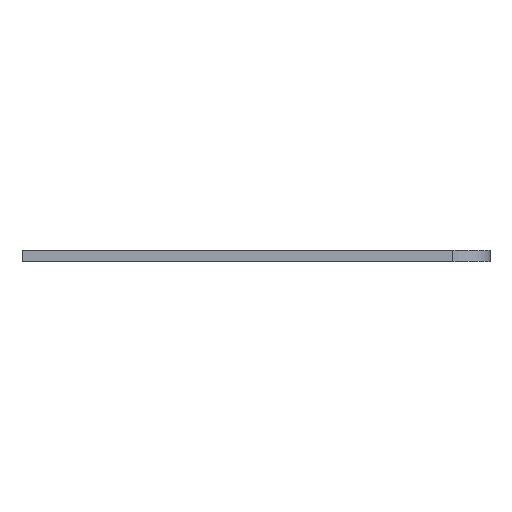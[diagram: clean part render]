
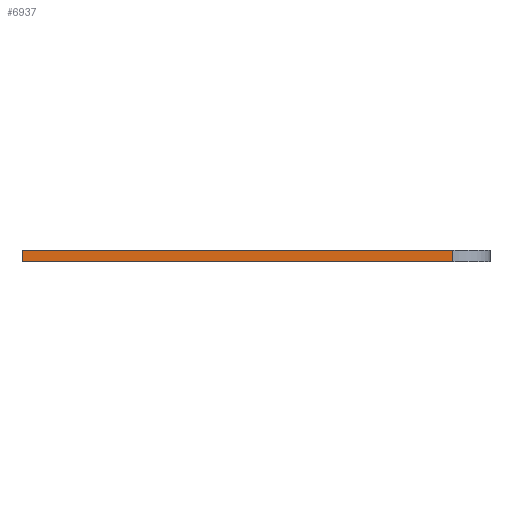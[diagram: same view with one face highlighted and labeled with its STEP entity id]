
A CAD part, front view. The second image highlights one B-rep face of the part: STEP entity #6937.
In plain terms, the highlighted planar face has unit normal (0, -1, 0).
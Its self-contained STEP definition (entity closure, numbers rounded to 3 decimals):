
#1030=FACE_OUTER_BOUND('',#1430,.T.);
#1430=EDGE_LOOP('',(#6395,#6396,#6397,#6398));
#1961=LINE('',#13195,#2573);
#1978=LINE('',#13276,#2590);
#1982=LINE('',#13286,#2594);
#2045=LINE('',#13452,#2657);
#2573=VECTOR('',#7961,10.);
#2590=VECTOR('',#8032,10.);
#2594=VECTOR('',#8042,10.);
#2657=VECTOR('',#8227,10.);
#3253=VERTEX_POINT('',#13177);
#3261=VERTEX_POINT('',#13193);
#3298=VERTEX_POINT('',#13275);
#3301=VERTEX_POINT('',#13285);
#4241=EDGE_CURVE('',#3261,#3253,#1961,.T.);
#4278=EDGE_CURVE('',#3253,#3298,#1978,.T.);
#4283=EDGE_CURVE('',#3298,#3301,#1982,.T.);
#4367=EDGE_CURVE('',#3301,#3261,#2045,.T.);
#6395=ORIENTED_EDGE('',*,*,#4278,.F.);
#6396=ORIENTED_EDGE('',*,*,#4241,.F.);
#6397=ORIENTED_EDGE('',*,*,#4367,.F.);
#6398=ORIENTED_EDGE('',*,*,#4283,.F.);
#6573=PLANE('',#7174);
#6937=ADVANCED_FACE('',(#1030),#6573,.T.);
#7174=AXIS2_PLACEMENT_3D('',#13451,#8225,#8226);
#7961=DIRECTION('',(1.,0.,0.));
#8032=DIRECTION('',(0.,0.,-1.));
#8042=DIRECTION('',(-1.,0.,0.));
#8225=DIRECTION('center_axis',(0.,-1.,0.));
#8226=DIRECTION('ref_axis',(1.,0.,0.));
#8227=DIRECTION('',(0.,0.,1.));
#13177=CARTESIAN_POINT('',(46.185,-49.265,1.5));
#13193=CARTESIAN_POINT('',(-11.815,-49.265,1.5));
#13195=CARTESIAN_POINT('',(51.185,-49.265,1.5));
#13275=CARTESIAN_POINT('',(46.185,-49.265,0.));
#13276=CARTESIAN_POINT('',(46.185,-49.265,0.));
#13285=CARTESIAN_POINT('',(-11.815,-49.265,0.));
#13286=CARTESIAN_POINT('',(51.185,-49.265,0.));
#13451=CARTESIAN_POINT('Origin',(-11.815,-49.265,0.));
#13452=CARTESIAN_POINT('',(-11.815,-49.265,0.));
